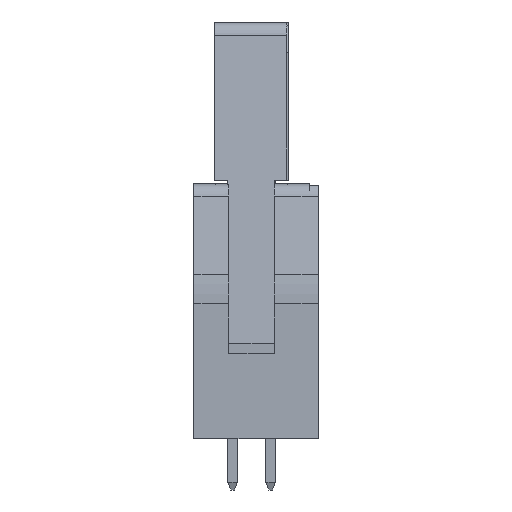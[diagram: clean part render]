
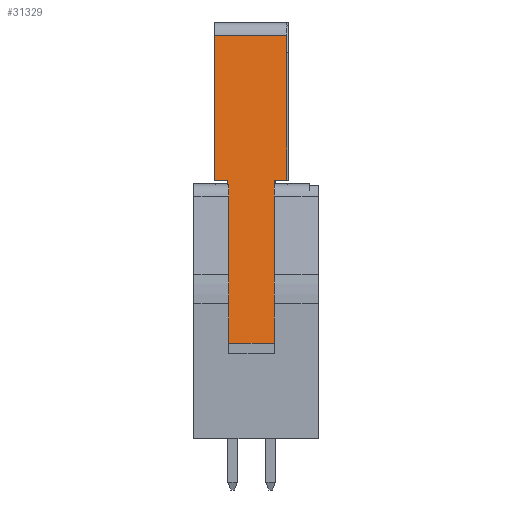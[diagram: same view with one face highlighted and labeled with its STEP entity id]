
A CAD part, front view. The second image highlights one B-rep face of the part: STEP entity #31329.
In plain terms, the highlighted face is planar.
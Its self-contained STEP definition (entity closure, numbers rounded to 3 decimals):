
#2318=ORIENTED_EDGE('',*,*,#7119,.F.);
#2319=ORIENTED_EDGE('',*,*,#7887,.T.);
#2320=ORIENTED_EDGE('',*,*,#7891,.F.);
#2321=ORIENTED_EDGE('',*,*,#7892,.T.);
#2322=ORIENTED_EDGE('',*,*,#7893,.F.);
#2323=ORIENTED_EDGE('',*,*,#7894,.F.);
#2324=ORIENTED_EDGE('',*,*,#7895,.T.);
#2325=ORIENTED_EDGE('',*,*,#7896,.F.);
#2326=ORIENTED_EDGE('',*,*,#7897,.F.);
#2327=ORIENTED_EDGE('',*,*,#6732,.T.);
#6732=EDGE_CURVE('',#9913,#9914,#11847,.T.);
#7119=EDGE_CURVE('',#10219,#9914,#12221,.T.);
#7887=EDGE_CURVE('',#10219,#10697,#12948,.T.);
#7891=EDGE_CURVE('',#10700,#10697,#12952,.T.);
#7892=EDGE_CURVE('',#10700,#10701,#12953,.T.);
#7893=EDGE_CURVE('',#10702,#10701,#12954,.T.);
#7894=EDGE_CURVE('',#10703,#10702,#12955,.T.);
#7895=EDGE_CURVE('',#10703,#10704,#12956,.T.);
#7896=EDGE_CURVE('',#10705,#10704,#12957,.T.);
#7897=EDGE_CURVE('',#9913,#10705,#12958,.T.);
#9913=VERTEX_POINT('',#40106);
#9914=VERTEX_POINT('',#40107);
#10219=VERTEX_POINT('',#40914);
#10697=VERTEX_POINT('',#42305);
#10700=VERTEX_POINT('',#42315);
#10701=VERTEX_POINT('',#42317);
#10702=VERTEX_POINT('',#42319);
#10703=VERTEX_POINT('',#42321);
#10704=VERTEX_POINT('',#42323);
#10705=VERTEX_POINT('',#42325);
#11847=LINE('',#40105,#14938);
#12221=LINE('',#40915,#15312);
#12948=LINE('',#42306,#16039);
#12952=LINE('',#42314,#16043);
#12953=LINE('',#42316,#16044);
#12954=LINE('',#42318,#16045);
#12955=LINE('',#42320,#16046);
#12956=LINE('',#42322,#16047);
#12957=LINE('',#42324,#16048);
#12958=LINE('',#42326,#16049);
#14938=VECTOR('',#34057,1000.);
#15312=VECTOR('',#34689,1000.);
#16039=VECTOR('',#35788,1000.);
#16043=VECTOR('',#35796,1000.);
#16044=VECTOR('',#35797,1000.);
#16045=VECTOR('',#35798,1000.);
#16046=VECTOR('',#35799,1000.);
#16047=VECTOR('',#35800,1000.);
#16048=VECTOR('',#35801,1000.);
#16049=VECTOR('',#35802,1000.);
#18199=EDGE_LOOP('',(#2318,#2319,#2320,#2321,#2322,#2323,#2324,#2325,#2326,
#2327));
#19596=FACE_BOUND('',#18199,.T.);
#20903=PLANE('',#32699);
#31329=ADVANCED_FACE('',(#19596),#20903,.T.);
#32699=AXIS2_PLACEMENT_3D('',#42313,#35794,#35795);
#34057=DIRECTION('',(0.,1.,0.));
#34689=DIRECTION('',(-0.117,0.,0.993));
#35788=DIRECTION('',(0.,1.,0.));
#35794=DIRECTION('',(0.993,0.,0.117));
#35795=DIRECTION('',(0.117,0.,-0.993));
#35796=DIRECTION('',(0.117,0.,-0.993));
#35797=DIRECTION('',(0.,1.,0.));
#35798=DIRECTION('',(0.117,0.,-0.993));
#35799=DIRECTION('',(0.,1.,0.));
#35800=DIRECTION('',(0.117,0.,-0.993));
#35801=DIRECTION('',(0.,-1.,0.));
#35802=DIRECTION('',(-0.117,0.,0.993));
#40105=CARTESIAN_POINT('',(39.599,-4.15,11.948));
#40106=CARTESIAN_POINT('',(39.599,-1.925,11.948));
#40107=CARTESIAN_POINT('',(39.599,-1.825,11.948));
#40914=CARTESIAN_POINT('',(40.85,-1.825,1.366));
#40915=CARTESIAN_POINT('',(40.906,-1.825,0.892));
#42305=CARTESIAN_POINT('',(40.85,1.215,1.366));
#42306=CARTESIAN_POINT('',(40.85,-2.755,1.366));
#42313=CARTESIAN_POINT('',(38.2,-2.755,23.785));
#42314=CARTESIAN_POINT('',(39.564,1.215,12.249));
#42315=CARTESIAN_POINT('',(39.564,1.215,12.249));
#42316=CARTESIAN_POINT('',(39.564,1.215,12.249));
#42317=CARTESIAN_POINT('',(39.564,2.045,12.249));
#42318=CARTESIAN_POINT('',(38.2,2.045,23.785));
#42319=CARTESIAN_POINT('',(38.421,2.045,21.913));
#42320=CARTESIAN_POINT('',(38.421,-2.755,21.913));
#42321=CARTESIAN_POINT('',(38.421,-2.755,21.913));
#42322=CARTESIAN_POINT('',(38.2,-2.755,23.785));
#42323=CARTESIAN_POINT('',(39.564,-2.755,12.249));
#42324=CARTESIAN_POINT('',(39.564,-1.925,12.249));
#42325=CARTESIAN_POINT('',(39.564,-1.925,12.249));
#42326=CARTESIAN_POINT('',(39.564,-1.925,12.249));
